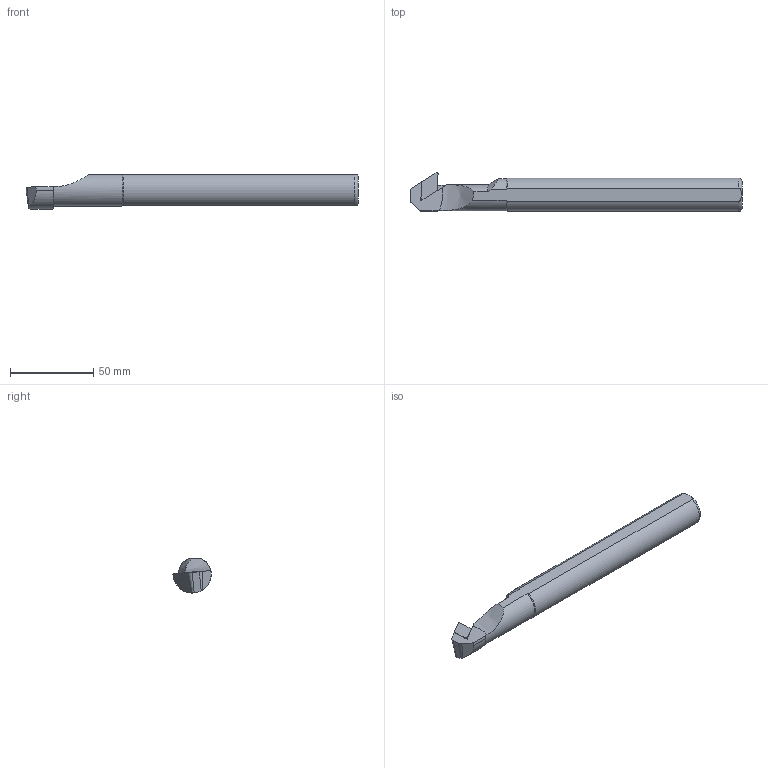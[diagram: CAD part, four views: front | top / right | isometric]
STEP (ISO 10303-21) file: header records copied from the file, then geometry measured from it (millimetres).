
FILE_DESCRIPTION(/* description */ (''),/* implementation_level */ '2;1');
FILE_NAME(/* name */ 'S20R-SDXCL-11.stp',/* time_stamp */ '2023-10-18T13:43:57+03:00',/* author */ (''),/* organization */ (''),/* preprocessor_version */ 'ST-DEVELOPER v19.4',/* originating_system */ 'SIEMENS PLM Software NX2306.3001',/* authorisation */ '');
FILE_SCHEMA (('AUTOMOTIVE_DESIGN { 1 0 10303 214 3 1 1 1 }'));
Length unit declared in the file: millimetre
Products named in the file (1): S20R SDXCR 11-LIGHT_objects
Bounding box: 199.96 x 23.31 x 20.5 mm (x, y, z)
Volume: 54856.8 mm3; surface area: 12762.7 mm2
Topology: 2 solids, 2 shells, 42 faces, 112 edges, 74 vertices
Faces by surface type: plane 19, cone 11, cylinder 8, torus 3, bspline 1
Entity records: 2384 total; most frequent: CARTESIAN_POINT 1263, ORIENTED_EDGE 220, DIRECTION 199, EDGE_CURVE 110, AXIS2_PLACEMENT_3D 76, VERTEX_POINT 73, LINE 47, VECTOR 47
